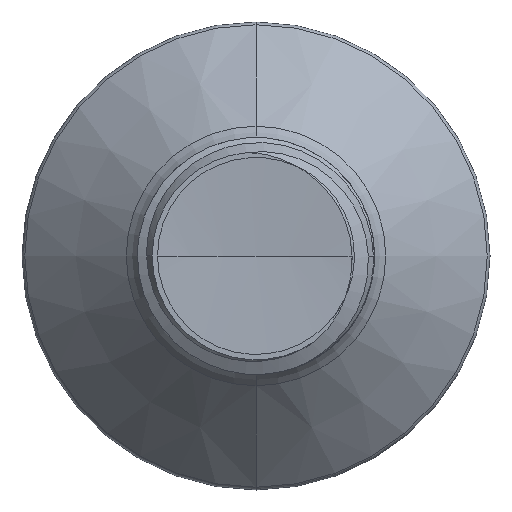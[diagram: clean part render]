
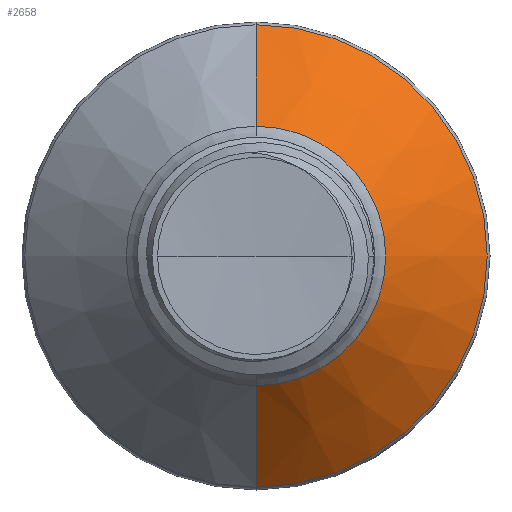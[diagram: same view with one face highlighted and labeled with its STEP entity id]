
A CAD part, front view. The second image highlights one B-rep face of the part: STEP entity #2658.
In plain terms, the highlighted conical face has half-angle 45 degrees and reference radius 4.381 mm.
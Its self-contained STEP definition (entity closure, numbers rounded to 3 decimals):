
#306 = EDGE_LOOP ( 'NONE', ( #8549, #10042, #1128, #3906 ) ) ;
#468 = AXIS2_PLACEMENT_3D ( 'NONE', #2926, #2912, #2899 ) ;
#482 = AXIS2_PLACEMENT_3D ( 'NONE', #3001, #2998, #2983 ) ;
#1128 = ORIENTED_EDGE ( 'NONE', *, *, #1498, .F. ) ;
#1293 = CIRCLE ( 'NONE', #482, 4.381 ) ;
#1475 = EDGE_CURVE ( 'NONE', #8156, #10557, #1293, .T. ) ;
#1494 = EDGE_CURVE ( 'NONE', #10557, #8992, #6641, .T. ) ;
#1498 = EDGE_CURVE ( 'NONE', #6826, #8992, #8633, .T. ) ;
#1519 = EDGE_CURVE ( 'NONE', #8156, #6826, #9947, .T. ) ;
#2658 = ADVANCED_FACE ( 'NONE', ( #9084 ), #10200, .T. ) ;
#2881 = DIRECTION ( 'NONE',  ( 0., 0.707, 0.707 ) ) ;
#2899 = DIRECTION ( 'NONE',  ( 0., 0., 1. ) ) ;
#2912 = DIRECTION ( 'NONE',  ( 0., 1., 0. ) ) ;
#2926 = CARTESIAN_POINT ( 'NONE',  ( 0., 7.485, 0. ) ) ;
#2958 = CARTESIAN_POINT ( 'NONE',  ( 0., 4.058, 4.381 ) ) ;
#2983 = DIRECTION ( 'NONE',  ( 0., 0., 1. ) ) ;
#2998 = DIRECTION ( 'NONE',  ( 0., 1., 0. ) ) ;
#3001 = CARTESIAN_POINT ( 'NONE',  ( 0., 4.058, 0. ) ) ;
#3018 = CARTESIAN_POINT ( 'NONE',  ( 0., 4.058, -4.381 ) ) ;
#3072 = DIRECTION ( 'NONE',  ( 0., 0.707, -0.707 ) ) ;
#3252 = AXIS2_PLACEMENT_3D ( 'NONE', #8629, #4753, #9712 ) ;
#3906 = ORIENTED_EDGE ( 'NONE', *, *, #1519, .F. ) ;
#4751 = CARTESIAN_POINT ( 'NONE',  ( 0., 4.058, -4.381 ) ) ;
#4753 = DIRECTION ( 'NONE',  ( 0., 1., 0. ) ) ;
#4967 = CARTESIAN_POINT ( 'NONE',  ( 0., 7.485, -7.807 ) ) ;
#5195 = CARTESIAN_POINT ( 'NONE',  ( 0., 4.058, 4.381 ) ) ;
#5199 = CARTESIAN_POINT ( 'NONE',  ( 0., 7.485, 7.807 ) ) ;
#6431 = VECTOR ( 'NONE', #3072, 1000. ) ;
#6641 = LINE ( 'NONE', #3018, #6431 ) ;
#6826 = VERTEX_POINT ( 'NONE', #5199 ) ;
#8156 = VERTEX_POINT ( 'NONE', #5195 ) ;
#8421 = VECTOR ( 'NONE', #2881, 1000. ) ;
#8549 = ORIENTED_EDGE ( 'NONE', *, *, #1475, .T. ) ;
#8629 = CARTESIAN_POINT ( 'NONE',  ( 0., 4.058, 0. ) ) ;
#8633 = CIRCLE ( 'NONE', #468, 7.807 ) ;
#8992 = VERTEX_POINT ( 'NONE', #4967 ) ;
#9084 = FACE_OUTER_BOUND ( 'NONE', #306, .T. ) ;
#9712 = DIRECTION ( 'NONE',  ( 0., 0., 1. ) ) ;
#9947 = LINE ( 'NONE', #2958, #8421 ) ;
#10042 = ORIENTED_EDGE ( 'NONE', *, *, #1494, .T. ) ;
#10200 = CONICAL_SURFACE ( 'NONE', #3252, 4.381, 0.785 ) ;
#10557 = VERTEX_POINT ( 'NONE', #4751 ) ;
